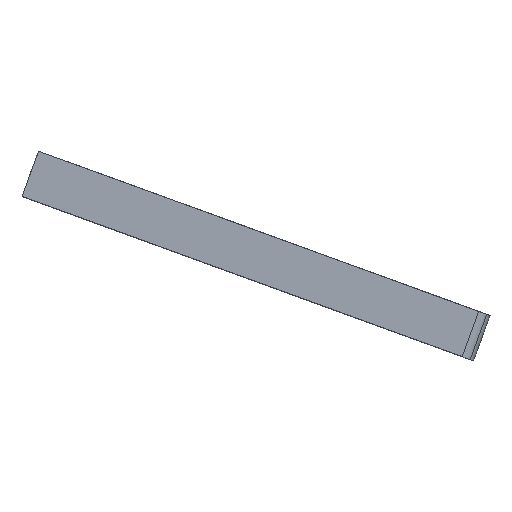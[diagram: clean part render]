
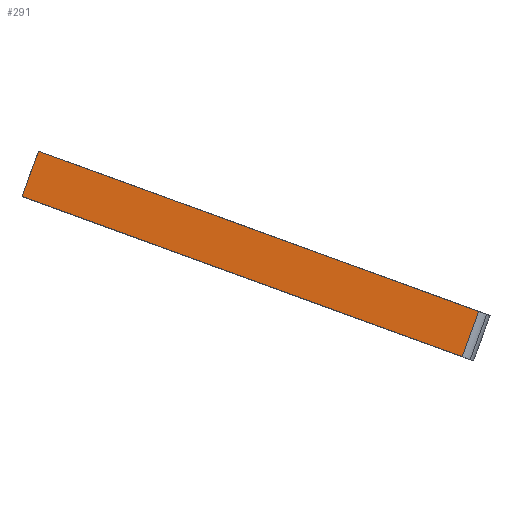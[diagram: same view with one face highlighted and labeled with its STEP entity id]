
A CAD part, left-side view. The second image highlights one B-rep face of the part: STEP entity #291.
In plain terms, the highlighted planar face has unit normal (-1, 0, 0).
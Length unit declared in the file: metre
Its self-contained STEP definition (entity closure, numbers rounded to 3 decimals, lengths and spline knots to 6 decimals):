
#291=ADVANCED_FACE('1:10590',(#861),#862,.T.);
#861=FACE_OUTER_BOUND('',#5185,.T.);
#862=PLANE('',#5186);
#5185=EDGE_LOOP('',(#9309,#9310,#9311,#9312));
#5186=AXIS2_PLACEMENT_3D('',#9313,#9314,#9315);
#9309=ORIENTED_EDGE('',*,*,#10463,.F.);
#9310=ORIENTED_EDGE('',*,*,#10355,.T.);
#9311=ORIENTED_EDGE('',*,*,#10320,.F.);
#9312=ORIENTED_EDGE('',*,*,#10380,.T.);
#9313=CARTESIAN_POINT('',(-0.076579,0.00377,-0.041897));
#9314=DIRECTION('',(-1.0,0.,0.));
#9315=DIRECTION('',(0.,-0.94,-0.342));
#10320=EDGE_CURVE('1:11352',#11496,#11498,#11499,.T.);
#10355=EDGE_CURVE('1:11469',#11547,#11498,#11548,.T.);
#10380=EDGE_CURVE('1:11559',#11496,#11577,#11579,.T.);
#10463=EDGE_CURVE('1:11883',#11547,#11577,#11672,.T.);
#11496=VERTEX_POINT('',#13429);
#11498=VERTEX_POINT('',#13432);
#11499=LINE('',#13433,#13434);
#11547=VERTEX_POINT('',#13496);
#11548=LINE('',#13497,#13498);
#11577=VERTEX_POINT('',#13534);
#11579=LINE('',#13536,#13537);
#11672=LINE('',#13648,#13649);
#13429=CARTESIAN_POINT('',(-0.076579,-0.004961,-0.045074));
#13432=CARTESIAN_POINT('',(-0.076579,-0.007697,-0.037557));
#13433=CARTESIAN_POINT('',(-0.076579,-0.004961,-0.045074));
#13434=VECTOR('',#14838,1.0);
#13496=CARTESIAN_POINT('',(-0.076579,-0.080742,-0.064143));
#13497=CARTESIAN_POINT('',(-0.076579,0.082152,-0.004855));
#13498=VECTOR('',#14913,1.0);
#13534=CARTESIAN_POINT('',(-0.076579,-0.078006,-0.071661));
#13536=CARTESIAN_POINT('',(-0.076579,-0.01997,-0.050538));
#13537=VECTOR('',#14972,1.0);
#13648=CARTESIAN_POINT('',(-0.076579,-0.078006,-0.071661));
#13649=VECTOR('',#15183,1.0);
#14838=DIRECTION('',(0.,-0.342,0.94));
#14913=DIRECTION('',(0.,0.94,0.342));
#14972=DIRECTION('',(0.,-0.94,-0.342));
#15183=DIRECTION('',(0.,0.342,-0.94));
